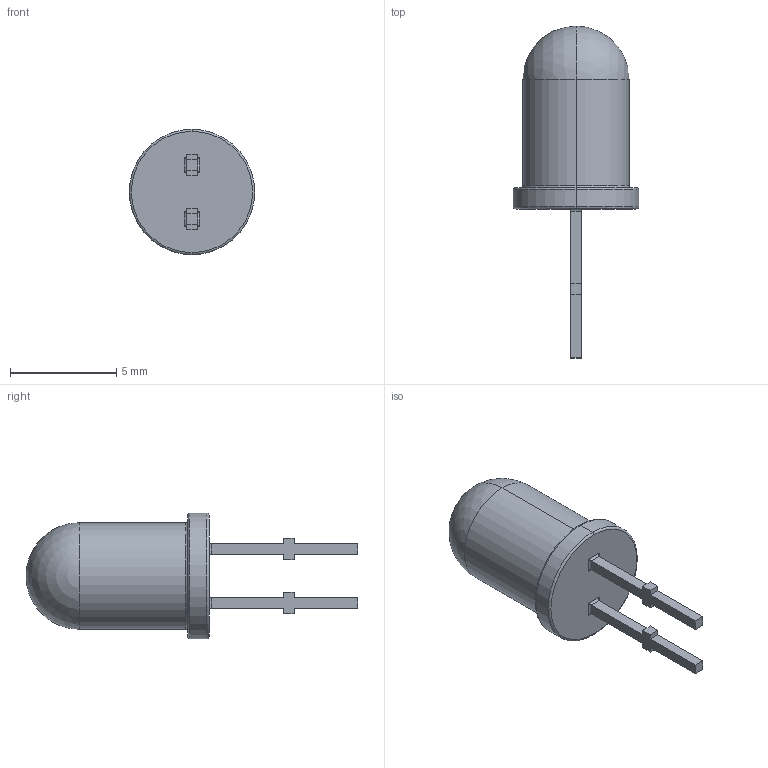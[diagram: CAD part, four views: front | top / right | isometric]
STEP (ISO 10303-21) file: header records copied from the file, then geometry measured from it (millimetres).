
FILE_DESCRIPTION (( 'STEP AP214' ), '1' );
FILE_NAME ('User Library-LED5MM.STEP', '2016-12-07T06:22:30', ( 'Windows User' ), ( '' ), 'SwSTEP 2.0', 'SolidWorks 2016', '' );
FILE_SCHEMA (( 'AUTOMOTIVE_DESIGN' ));
Length unit declared in the file: millimetre
Products named in the file (1): User Library-LED5MM
Bounding box: 5.9 x 15.6 x 5.9 mm (x, y, z)
Volume: 25.2 mm3; surface area: 394.3 mm2
Topology: 1 solids, 2 shells, 139 faces, 359 edges, 228 vertices
Faces by surface type: plane 68, cylinder 51, torus 12, sphere 4, cone 4
Entity records: 4756 total; most frequent: CARTESIAN_POINT 765, DIRECTION 735, ORIENTED_EDGE 702, EDGE_CURVE 351, AXIS2_PLACEMENT_3D 254, LINE 227, VECTOR 227, VERTEX_POINT 224
